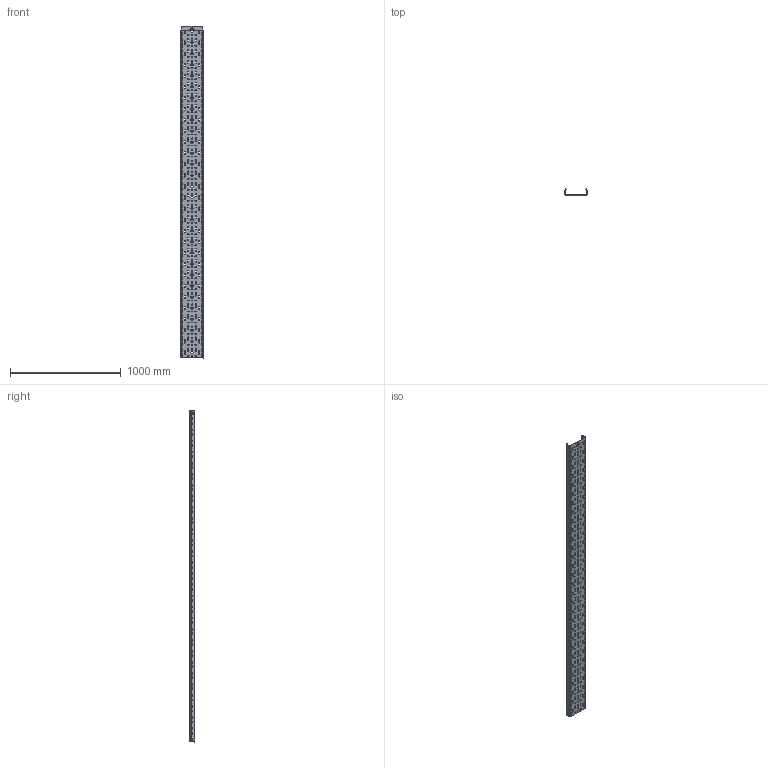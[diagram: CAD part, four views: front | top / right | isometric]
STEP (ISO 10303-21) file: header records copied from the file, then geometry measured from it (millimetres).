
FILE_DESCRIPTION(/* description */ (''),/* implementation_level */ '2;1');
FILE_NAME(/* name */ 'LPplus50x200x1.0x3000.ipt.stp',/* time_stamp */ '2023-05-26T12:32:13+03:00',/* author */ ('Ртищев А.О.'),/* organization */ (''),/* preprocessor_version */ 'ST-DEVELOPER v19.2',/* originating_system */ 'Autodesk Inventor 2023',/* authorisation */ '');
FILE_SCHEMA (('AUTOMOTIVE_DESIGN { 1 0 10303 214 3 1 1 }'));
Products named in the file (1): LPplus
Bounding box: 199.95 x 51.5 x 3000 mm (x, y, z)
Volume: 905371.8 mm3; surface area: 1845433.5 mm2
Topology: 1 solids, 1 shells, 2145 faces, 6357 edges, 4206 vertices
Faces by surface type: cylinder 1080, plane 1033, bspline 32
Full cylindrical faces by diameter (mm): 20 x29
Entity records: 76651 total; most frequent: CARTESIAN_POINT 13047, DIRECTION 12765, ORIENTED_EDGE 12714, EDGE_CURVE 6357, AXIS2_PLACEMENT_3D 4308, VERTEX_POINT 4206, LINE 4149, VECTOR 4149
